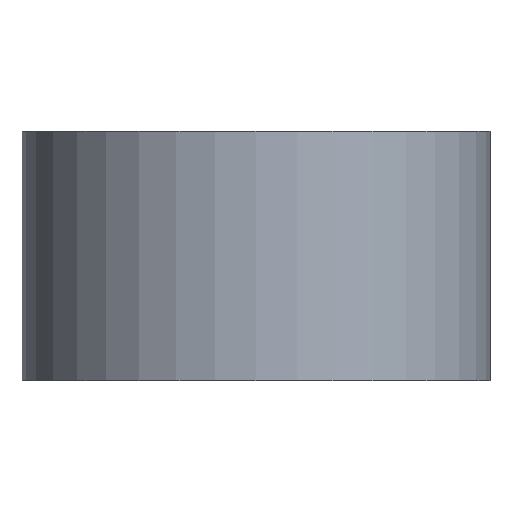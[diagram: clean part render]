
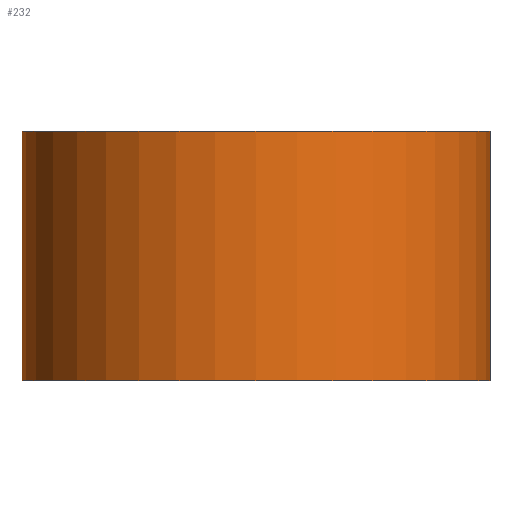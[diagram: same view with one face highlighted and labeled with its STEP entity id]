
A CAD part, front view. The second image highlights one B-rep face of the part: STEP entity #232.
In plain terms, the highlighted cylindrical face has radius 17.882 mm (diameter 35.763 mm), a partial arc.
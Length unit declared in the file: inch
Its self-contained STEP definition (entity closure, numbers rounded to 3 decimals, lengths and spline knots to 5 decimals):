
#21 = CARTESIAN_POINT ( 'NONE',  ( -0.048, -1.812, 0.375 ) ) ;
#54 = CARTESIAN_POINT ( 'NONE',  ( -0.048, -1.812, 0.375 ) ) ;
#66 = CIRCLE ( 'NONE', #305, 0.704 ) ;
#67 = CARTESIAN_POINT ( 'NONE',  ( 0.656, -1.108, -0.375 ) ) ;
#85 = EDGE_CURVE ( 'NONE', #384, #166, #370, .T. ) ;
#89 = FACE_OUTER_BOUND ( 'NONE', #519, .T. ) ;
#93 = DIRECTION ( 'NONE',  ( 1., 0., 0. ) ) ;
#98 = EDGE_CURVE ( 'NONE', #520, #166, #481, .T. ) ;
#123 = ORIENTED_EDGE ( 'NONE', *, *, #377, .F. ) ;
#131 = DIRECTION ( 'NONE',  ( 0., 0., -1. ) ) ;
#132 = VECTOR ( 'NONE', #453, 39.37008 ) ;
#166 = VERTEX_POINT ( 'NONE', #431 ) ;
#168 = CARTESIAN_POINT ( 'NONE',  ( 0.656, -1.812, -0.375 ) ) ;
#171 = DIRECTION ( 'NONE',  ( 0., 0., -1. ) ) ;
#174 = DIRECTION ( 'NONE',  ( 1., 0., 0. ) ) ;
#197 = ORIENTED_EDGE ( 'NONE', *, *, #98, .T. ) ;
#229 = DIRECTION ( 'NONE',  ( -1., 0., 0. ) ) ;
#232 = ADVANCED_FACE ( 'NONE', ( #89 ), #521, .T. ) ;
#265 = CARTESIAN_POINT ( 'NONE',  ( 0.656, -1.812, 0.375 ) ) ;
#289 = DIRECTION ( 'NONE',  ( 0., 0., -1. ) ) ;
#298 = EDGE_CURVE ( 'NONE', #443, #520, #66, .T. ) ;
#305 = AXIS2_PLACEMENT_3D ( 'NONE', #389, #131, #93 ) ;
#319 = CARTESIAN_POINT ( 'NONE',  ( 0.656, -1.108, 0.375 ) ) ;
#322 = ORIENTED_EDGE ( 'NONE', *, *, #85, .F. ) ;
#342 = LINE ( 'NONE', #364, #132 ) ;
#352 = VECTOR ( 'NONE', #289, 39.37008 ) ;
#364 = CARTESIAN_POINT ( 'NONE',  ( 0.656, -1.108, 0.375 ) ) ;
#366 = AXIS2_PLACEMENT_3D ( 'NONE', #168, #171, #174 ) ;
#370 = CIRCLE ( 'NONE', #366, 0.704 ) ;
#377 = EDGE_CURVE ( 'NONE', #443, #384, #342, .T. ) ;
#384 = VERTEX_POINT ( 'NONE', #67 ) ;
#389 = CARTESIAN_POINT ( 'NONE',  ( 0.656, -1.812, 0.375 ) ) ;
#401 = DIRECTION ( 'NONE',  ( 0., 0., -1. ) ) ;
#431 = CARTESIAN_POINT ( 'NONE',  ( -0.048, -1.812, -0.375 ) ) ;
#434 = ORIENTED_EDGE ( 'NONE', *, *, #298, .T. ) ;
#443 = VERTEX_POINT ( 'NONE', #319 ) ;
#453 = DIRECTION ( 'NONE',  ( 0., 0., -1. ) ) ;
#481 = LINE ( 'NONE', #21, #352 ) ;
#508 = AXIS2_PLACEMENT_3D ( 'NONE', #265, #401, #229 ) ;
#519 = EDGE_LOOP ( 'NONE', ( #322, #123, #434, #197 ) ) ;
#520 = VERTEX_POINT ( 'NONE', #54 ) ;
#521 = CYLINDRICAL_SURFACE ( 'NONE', #508, 0.704 ) ;
